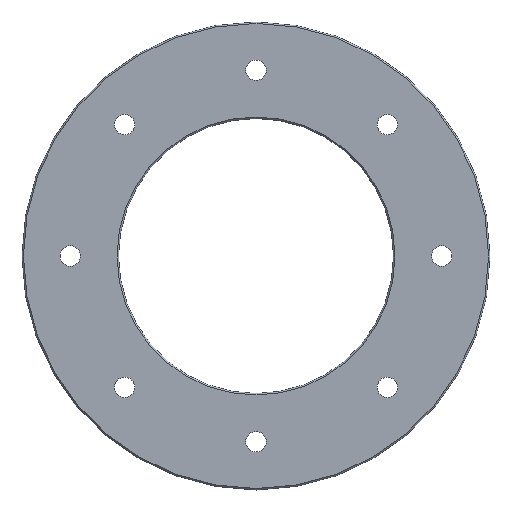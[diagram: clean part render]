
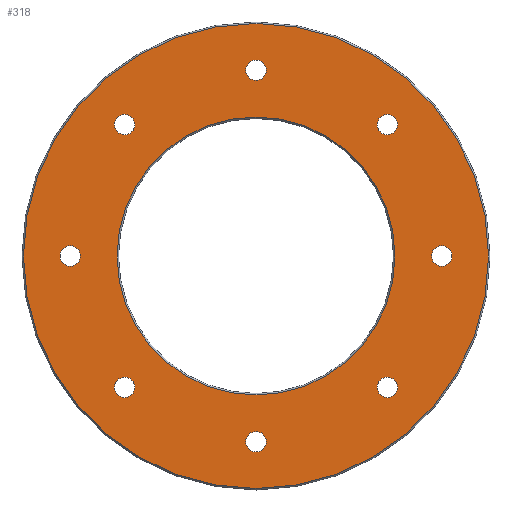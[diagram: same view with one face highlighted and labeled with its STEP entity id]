
A CAD part, top view. The second image highlights one B-rep face of the part: STEP entity #318.
In plain terms, the highlighted planar face has unit normal (0, 0, 1).
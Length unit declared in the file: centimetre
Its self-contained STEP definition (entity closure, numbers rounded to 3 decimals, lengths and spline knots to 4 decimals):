
#29=FACE_BOUND('',#80,.T.);
#30=FACE_BOUND('',#81,.T.);
#31=FACE_BOUND('',#82,.T.);
#32=FACE_BOUND('',#83,.T.);
#33=FACE_BOUND('',#84,.T.);
#34=FACE_BOUND('',#85,.T.);
#35=FACE_BOUND('',#86,.T.);
#36=FACE_BOUND('',#87,.T.);
#37=FACE_BOUND('',#88,.T.);
#39=PLANE('',#351);
#54=FACE_OUTER_BOUND('',#79,.T.);
#79=EDGE_LOOP('',(#252));
#80=EDGE_LOOP('',(#253));
#81=EDGE_LOOP('',(#254));
#82=EDGE_LOOP('',(#255));
#83=EDGE_LOOP('',(#256));
#84=EDGE_LOOP('',(#257));
#85=EDGE_LOOP('',(#258));
#86=EDGE_LOOP('',(#259));
#87=EDGE_LOOP('',(#260));
#88=EDGE_LOOP('',(#261));
#142=CIRCLE('',#350,95.);
#143=CIRCLE('',#352,159.);
#144=CIRCLE('',#353,7.);
#145=CIRCLE('',#354,7.);
#146=CIRCLE('',#355,7.);
#147=CIRCLE('',#356,7.);
#148=CIRCLE('',#357,7.);
#149=CIRCLE('',#358,7.);
#150=CIRCLE('',#359,7.);
#151=CIRCLE('',#360,7.);
#170=VERTEX_POINT('',#521);
#171=VERTEX_POINT('',#525);
#172=VERTEX_POINT('',#527);
#173=VERTEX_POINT('',#529);
#174=VERTEX_POINT('',#531);
#175=VERTEX_POINT('',#533);
#176=VERTEX_POINT('',#535);
#177=VERTEX_POINT('',#537);
#178=VERTEX_POINT('',#539);
#179=VERTEX_POINT('',#541);
#200=EDGE_CURVE('',#170,#170,#142,.T.);
#202=EDGE_CURVE('',#171,#171,#143,.T.);
#203=EDGE_CURVE('',#172,#172,#144,.T.);
#204=EDGE_CURVE('',#173,#173,#145,.T.);
#205=EDGE_CURVE('',#174,#174,#146,.T.);
#206=EDGE_CURVE('',#175,#175,#147,.T.);
#207=EDGE_CURVE('',#176,#176,#148,.T.);
#208=EDGE_CURVE('',#177,#177,#149,.T.);
#209=EDGE_CURVE('',#178,#178,#150,.T.);
#210=EDGE_CURVE('',#179,#179,#151,.T.);
#252=ORIENTED_EDGE('',*,*,#202,.F.);
#253=ORIENTED_EDGE('',*,*,#203,.T.);
#254=ORIENTED_EDGE('',*,*,#204,.T.);
#255=ORIENTED_EDGE('',*,*,#205,.T.);
#256=ORIENTED_EDGE('',*,*,#206,.T.);
#257=ORIENTED_EDGE('',*,*,#207,.T.);
#258=ORIENTED_EDGE('',*,*,#208,.T.);
#259=ORIENTED_EDGE('',*,*,#209,.T.);
#260=ORIENTED_EDGE('',*,*,#210,.T.);
#261=ORIENTED_EDGE('',*,*,#200,.F.);
#318=ADVANCED_FACE('',(#54,#29,#30,#31,#32,#33,#34,#35,#36,#37),#39,.T.);
#350=AXIS2_PLACEMENT_3D('',#522,#418,#419);
#351=AXIS2_PLACEMENT_3D('',#524,#421,#422);
#352=AXIS2_PLACEMENT_3D('',#526,#423,#424);
#353=AXIS2_PLACEMENT_3D('',#528,#425,#426);
#354=AXIS2_PLACEMENT_3D('',#530,#427,#428);
#355=AXIS2_PLACEMENT_3D('',#532,#429,#430);
#356=AXIS2_PLACEMENT_3D('',#534,#431,#432);
#357=AXIS2_PLACEMENT_3D('',#536,#433,#434);
#358=AXIS2_PLACEMENT_3D('',#538,#435,#436);
#359=AXIS2_PLACEMENT_3D('',#540,#437,#438);
#360=AXIS2_PLACEMENT_3D('',#542,#439,#440);
#418=DIRECTION('center_axis',(0.,0.,1.));
#419=DIRECTION('ref_axis',(-1.,0.,0.));
#421=DIRECTION('center_axis',(0.,0.,1.));
#422=DIRECTION('ref_axis',(1.,0.,0.));
#423=DIRECTION('center_axis',(0.,0.,-1.));
#424=DIRECTION('ref_axis',(-1.,0.,0.));
#425=DIRECTION('center_axis',(0.,0.,-1.));
#426=DIRECTION('ref_axis',(0.707,0.707,0.));
#427=DIRECTION('center_axis',(0.,0.,-1.));
#428=DIRECTION('ref_axis',(-0.707,0.707,0.));
#429=DIRECTION('center_axis',(0.,0.,-1.));
#430=DIRECTION('ref_axis',(-0.707,-0.707,0.));
#431=DIRECTION('center_axis',(0.,0.,-1.));
#432=DIRECTION('ref_axis',(0.707,-0.707,0.));
#433=DIRECTION('center_axis',(0.,0.,-1.));
#434=DIRECTION('ref_axis',(0.,-1.,0.));
#435=DIRECTION('center_axis',(0.,0.,-1.));
#436=DIRECTION('ref_axis',(-1.,0.,0.));
#437=DIRECTION('center_axis',(0.,0.,-1.));
#438=DIRECTION('ref_axis',(0.,1.,0.));
#439=DIRECTION('center_axis',(0.,0.,-1.));
#440=DIRECTION('ref_axis',(1.,0.,0.));
#521=CARTESIAN_POINT('',(72.1246,-80.0312,6.));
#522=CARTESIAN_POINT('Origin',(-22.8754,-80.0312,6.));
#524=CARTESIAN_POINT('Origin',(-22.8754,-80.0312,6.));
#525=CARTESIAN_POINT('',(136.1246,-80.0312,6.));
#526=CARTESIAN_POINT('Origin',(-22.8754,-80.0312,6.));
#527=CARTESIAN_POINT('',(-117.6277,-174.7835,6.));
#528=CARTESIAN_POINT('Origin',(-112.678,-169.8338,6.));
#529=CARTESIAN_POINT('',(71.8769,-174.7835,6.));
#530=CARTESIAN_POINT('Origin',(66.9272,-169.8338,6.));
#531=CARTESIAN_POINT('',(71.8769,14.7211,6.));
#532=CARTESIAN_POINT('Origin',(66.9272,9.7714,6.));
#533=CARTESIAN_POINT('',(-117.6277,14.7211,6.));
#534=CARTESIAN_POINT('Origin',(-112.678,9.7714,6.));
#535=CARTESIAN_POINT('',(-22.8754,53.9688,6.));
#536=CARTESIAN_POINT('Origin',(-22.8754,46.9688,6.));
#537=CARTESIAN_POINT('',(111.1246,-80.0312,6.));
#538=CARTESIAN_POINT('Origin',(104.1246,-80.0312,6.));
#539=CARTESIAN_POINT('',(-22.8754,-214.0312,6.));
#540=CARTESIAN_POINT('Origin',(-22.8754,-207.0312,6.));
#541=CARTESIAN_POINT('',(-156.8754,-80.0312,6.));
#542=CARTESIAN_POINT('Origin',(-149.8754,-80.0312,6.));
